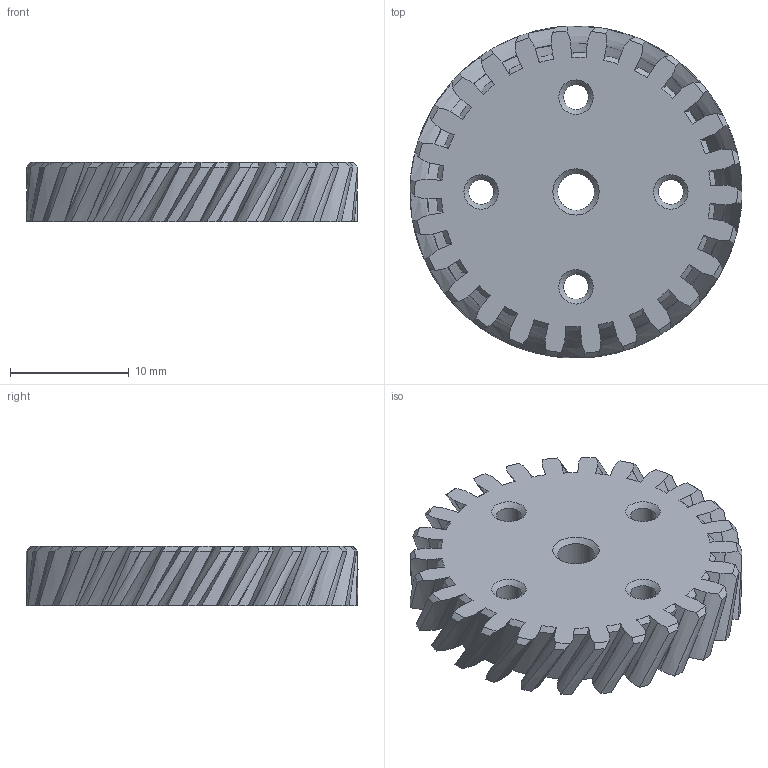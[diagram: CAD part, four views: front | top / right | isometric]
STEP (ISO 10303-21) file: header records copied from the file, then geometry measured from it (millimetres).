
FILE_DESCRIPTION(/* description */ (''),/* implementation_level */ '2;1');
FILE_NAME(/* name */ 'Drive Gear.step',/* time_stamp */ '2024-05-23T14:55:43-05:00',/* author */ (''),/* organization */ (''),/* preprocessor_version */ 'ST-DEVELOPER v20',/* originating_system */ 'Autodesk Translation Framework v13.14.0.145',/* authorisation */ '');
FILE_SCHEMA (('AUTOMOTIVE_DESIGN { 1 0 10303 214 3 1 1 }'));
Products named in the file (1): Drive Gear
Bounding box: 28 x 28 x 5 mm (x, y, z)
Volume: 1986.5 mm3; surface area: 2169 mm2
Topology: 1 solids, 1 shells, 277 faces, 813 edges, 540 vertices
Faces by surface type: bspline 208, cylinder 33, cone 32, plane 4
Full cylindrical faces by diameter (mm): 2.1 x4, 3.1 x1, 8.5 x1, 22 x1
Entity records: 36145 total; most frequent: CARTESIAN_POINT 30569, ORIENTED_EDGE 1626, EDGE_CURVE 813, VERTEX_POINT 540, DIRECTION 505, B_SPLINE_CURVE_WITH_KNOTS 364, EDGE_LOOP 289, FACE_OUTER_BOUND 277
